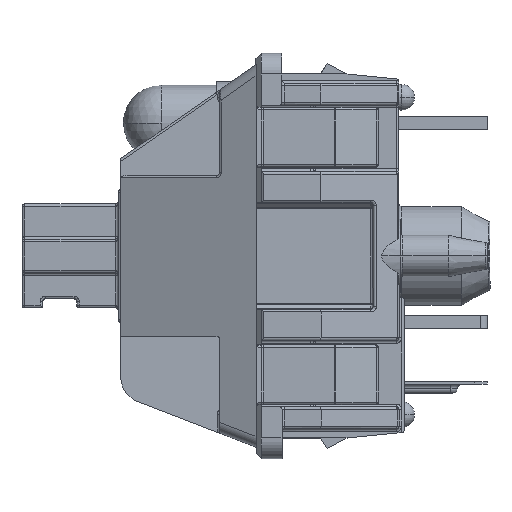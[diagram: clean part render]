
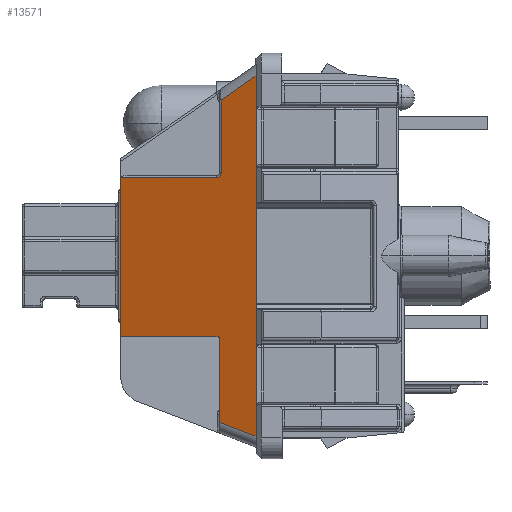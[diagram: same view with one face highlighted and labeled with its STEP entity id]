
A CAD part, left-side view. The second image highlights one B-rep face of the part: STEP entity #13571.
In plain terms, the highlighted face is planar.
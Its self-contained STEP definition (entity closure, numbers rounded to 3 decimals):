
#30 = CARTESIAN_POINT ( 'NONE',  ( 7.35, 6.929, -2.6 ) ) ;
#1376 = DIRECTION ( 'NONE',  ( 0., -1., 0. ) ) ;
#2633 = DIRECTION ( 'NONE',  ( -0.915, 0., -0.405 ) ) ;
#3200 = CARTESIAN_POINT ( 'NONE',  ( 7.402, -6.983, -2.718 ) ) ;
#3995 = CARTESIAN_POINT ( 'NONE',  ( 6.731, -3.141, -1.2 ) ) ;
#5632 = LINE ( 'NONE', #38697, #19795 ) ;
#6642 = ORIENTED_EDGE ( 'NONE', *, *, #18157, .T. ) ;
#6832 = ORIENTED_EDGE ( 'NONE', *, *, #21955, .T. ) ;
#7489 = AXIS2_PLACEMENT_3D ( 'NONE', #32678, #2633, #9411 ) ;
#9041 = CARTESIAN_POINT ( 'NONE',  ( 6.669, 3., -1.06 ) ) ;
#9411 = DIRECTION ( 'NONE',  ( -0.405, 0., 0.915 ) ) ;
#9450 =( BOUNDED_CURVE ( )  B_SPLINE_CURVE ( 3, ( #40543, #17271, #3995, #33393 ),
 .UNSPECIFIED., .F., .T. ) 
 B_SPLINE_CURVE_WITH_KNOTS ( ( 4, 4 ),
 ( 1.571, 3.142 ),
 .UNSPECIFIED. ) 
 CURVE ( )  GEOMETRIC_REPRESENTATION_ITEM ( )  RATIONAL_B_SPLINE_CURVE ( ( 1., 0.805, 0.805, 1. ) ) 
 REPRESENTATION_ITEM ( '' )  );
#9631 = EDGE_CURVE ( 'NONE', #23871, #20078, #17215, .T. ) ;
#11213 = LINE ( 'NONE', #34881, #17727 ) ;
#11517 = CARTESIAN_POINT ( 'NONE',  ( 6.731, -7.35, -1.2 ) ) ;
#11593 = CARTESIAN_POINT ( 'NONE',  ( 5.05, -7.35, 2.6 ) ) ;
#12462 = PLANE ( 'NONE',  #7489 ) ;
#12676 = VECTOR ( 'NONE', #36862, 1000. ) ;
#13044 = CARTESIAN_POINT ( 'NONE',  ( 6.757, 3.2, -1.26 ) ) ;
#13067 = VERTEX_POINT ( 'NONE', #24103 ) ;
#13571 = ADVANCED_FACE ( 'NONE', ( #26132 ), #12462, .F. ) ;
#13974 = CARTESIAN_POINT ( 'NONE',  ( 7.35, -7.35, -2.6 ) ) ;
#14335 = LINE ( 'NONE', #11517, #27668 ) ;
#14989 = ORIENTED_EDGE ( 'NONE', *, *, #24707, .F. ) ;
#16898 = EDGE_CURVE ( 'NONE', #34671, #30844, #9450, .T. ) ;
#17012 = ORIENTED_EDGE ( 'NONE', *, *, #9631, .T. ) ;
#17116 = DIRECTION ( 'NONE',  ( 0.382, -0.332, -0.863 ) ) ;
#17215 = LINE ( 'NONE', #13974, #36222 ) ;
#17271 = CARTESIAN_POINT ( 'NONE',  ( 6.712, -3.1, -1.159 ) ) ;
#17650 = VECTOR ( 'NONE', #28970, 1000. ) ;
#17727 = VECTOR ( 'NONE', #1376, 1000. ) ;
#18157 = EDGE_CURVE ( 'NONE', #20078, #13067, #20127, .T. ) ;
#18641 = EDGE_LOOP ( 'NONE', ( #26917, #35298, #14989, #6832, #28740, #41561, #39851, #17012, #6642, #20743 ) ) ;
#19230 = EDGE_CURVE ( 'NONE', #26588, #23871, #20182, .T. ) ;
#19397 = CARTESIAN_POINT ( 'NONE',  ( 6.731, -3.2, -1.2 ) ) ;
#19795 = VECTOR ( 'NONE', #22614, 1000. ) ;
#20078 = VERTEX_POINT ( 'NONE', #30 ) ;
#20127 = LINE ( 'NONE', #23624, #12676 ) ;
#20182 = LINE ( 'NONE', #3200, #26525 ) ;
#20231 = VERTEX_POINT ( 'NONE', #37464 ) ;
#20743 = ORIENTED_EDGE ( 'NONE', *, *, #26903, .T. ) ;
#21358 = DIRECTION ( 'NONE',  ( 0., 1., 0. ) ) ;
#21570 = EDGE_CURVE ( 'NONE', #34142, #42588, #32450, .T. ) ;
#21738 = CARTESIAN_POINT ( 'NONE',  ( 7.35, -6.938, -2.6 ) ) ;
#21759 = VECTOR ( 'NONE', #21358, 1000. ) ;
#21955 = EDGE_CURVE ( 'NONE', #20231, #34671, #5632, .T. ) ;
#22614 = DIRECTION ( 'NONE',  ( 0.405, 0., -0.915 ) ) ;
#22667 = CARTESIAN_POINT ( 'NONE',  ( 5.05, 3., 2.6 ) ) ;
#23624 = CARTESIAN_POINT ( 'NONE',  ( 6.808, 6.08, -1.374 ) ) ;
#23871 = VERTEX_POINT ( 'NONE', #21738 ) ;
#24103 = CARTESIAN_POINT ( 'NONE',  ( 6.757, 6.001, -1.26 ) ) ;
#24707 = EDGE_CURVE ( 'NONE', #20231, #42588, #31164, .T. ) ;
#26132 = FACE_OUTER_BOUND ( 'NONE', #18641, .T. ) ;
#26354 = EDGE_CURVE ( 'NONE', #34142, #30158, #35846, .T. ) ;
#26525 = VECTOR ( 'NONE', #17116, 1000. ) ;
#26588 = VERTEX_POINT ( 'NONE', #30436 ) ;
#26903 = EDGE_CURVE ( 'NONE', #13067, #30158, #11213, .T. ) ;
#26917 = ORIENTED_EDGE ( 'NONE', *, *, #26354, .F. ) ;
#27668 = VECTOR ( 'NONE', #40864, 1000. ) ;
#28740 = ORIENTED_EDGE ( 'NONE', *, *, #16898, .T. ) ;
#28970 = DIRECTION ( 'NONE',  ( -0.405, 0., 0.915 ) ) ;
#30158 = VERTEX_POINT ( 'NONE', #41813 ) ;
#30436 = CARTESIAN_POINT ( 'NONE',  ( 6.731, -6.399, -1.2 ) ) ;
#30844 = VERTEX_POINT ( 'NONE', #19397 ) ;
#31141 = EDGE_CURVE ( 'NONE', #30844, #26588, #14335, .T. ) ;
#31164 = LINE ( 'NONE', #11593, #21759 ) ;
#32403 = CARTESIAN_POINT ( 'NONE',  ( 6.72, 3., -1.177 ) ) ;
#32450 = LINE ( 'NONE', #22667, #17650 ) ;
#32678 = CARTESIAN_POINT ( 'NONE',  ( 7.35, -7.35, -2.6 ) ) ;
#33393 = CARTESIAN_POINT ( 'NONE',  ( 6.731, -3.2, -1.2 ) ) ;
#34142 = VERTEX_POINT ( 'NONE', #9041 ) ;
#34671 = VERTEX_POINT ( 'NONE', #42450 ) ;
#34881 = CARTESIAN_POINT ( 'NONE',  ( 6.757, 3.1, -1.26 ) ) ;
#35298 = ORIENTED_EDGE ( 'NONE', *, *, #21570, .T. ) ;
#35846 =( BOUNDED_CURVE ( )  B_SPLINE_CURVE ( 3, ( #38924, #32403, #39345, #13044 ),
 .UNSPECIFIED., .F., .F. ) 
 B_SPLINE_CURVE_WITH_KNOTS ( ( 4, 4 ),
 ( 4.712, 6.283 ),
 .UNSPECIFIED. ) 
 CURVE ( )  GEOMETRIC_REPRESENTATION_ITEM ( )  RATIONAL_B_SPLINE_CURVE ( ( 1., 0.805, 0.805, 1. ) ) 
 REPRESENTATION_ITEM ( '' )  );
#36222 = VECTOR ( 'NONE', #37225, 1000. ) ;
#36730 = CARTESIAN_POINT ( 'NONE',  ( 5.05, 3., 2.6 ) ) ;
#36862 = DIRECTION ( 'NONE',  ( -0.342, -0.535, 0.773 ) ) ;
#37225 = DIRECTION ( 'NONE',  ( 0., 1., 0. ) ) ;
#37464 = CARTESIAN_POINT ( 'NONE',  ( 5.05, -3.1, 2.6 ) ) ;
#38697 = CARTESIAN_POINT ( 'NONE',  ( 5.05, -3.1, 2.6 ) ) ;
#38924 = CARTESIAN_POINT ( 'NONE',  ( 6.669, 3., -1.06 ) ) ;
#39345 = CARTESIAN_POINT ( 'NONE',  ( 6.757, 3.083, -1.26 ) ) ;
#39851 = ORIENTED_EDGE ( 'NONE', *, *, #19230, .T. ) ;
#40543 = CARTESIAN_POINT ( 'NONE',  ( 6.687, -3.1, -1.1 ) ) ;
#40864 = DIRECTION ( 'NONE',  ( 0., -1., 0. ) ) ;
#41561 = ORIENTED_EDGE ( 'NONE', *, *, #31141, .T. ) ;
#41813 = CARTESIAN_POINT ( 'NONE',  ( 6.757, 3.2, -1.26 ) ) ;
#42450 = CARTESIAN_POINT ( 'NONE',  ( 6.687, -3.1, -1.1 ) ) ;
#42588 = VERTEX_POINT ( 'NONE', #36730 ) ;
